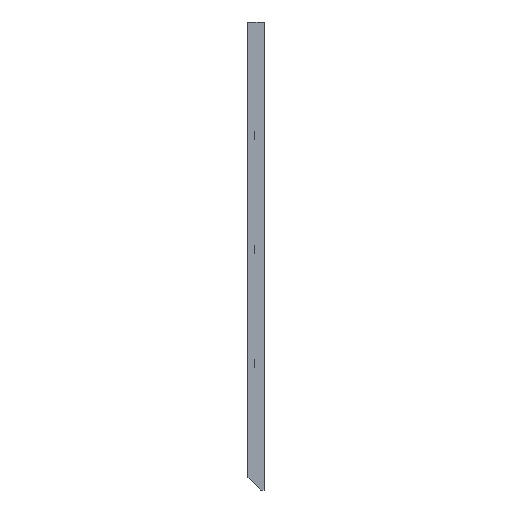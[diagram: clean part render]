
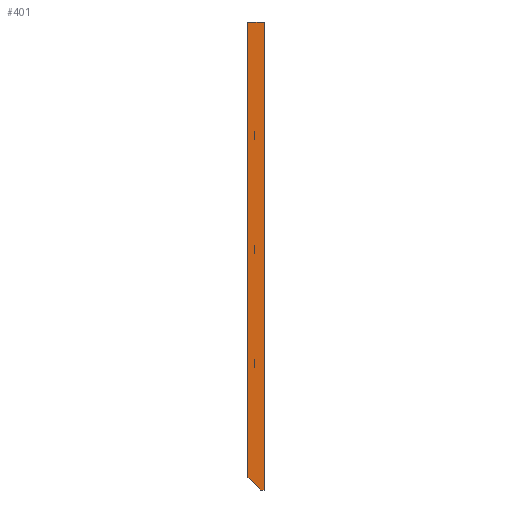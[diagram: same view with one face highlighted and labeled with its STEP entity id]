
A CAD part, left-side view. The second image highlights one B-rep face of the part: STEP entity #401.
In plain terms, the highlighted planar face has unit normal (-1, 0, 0).
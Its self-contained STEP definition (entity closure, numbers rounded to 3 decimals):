
#69 = CARTESIAN_POINT ( 'NONE',  ( -260., 0., -290. ) ) ;
#155 = EDGE_CURVE ( 'NONE', #608, #553, #1828, .T. ) ;
#223 = ORIENTED_EDGE ( 'NONE', *, *, #941, .F. ) ;
#243 = EDGE_CURVE ( 'NONE', #1731, #976, #486, .T. ) ;
#326 = CARTESIAN_POINT ( 'NONE',  ( -260., 10., -290. ) ) ;
#401 = ADVANCED_FACE ( 'NONE', ( #1494 ), #945, .F. ) ;
#404 = EDGE_CURVE ( 'NONE', #553, #1195, #1183, .T. ) ;
#464 = ORIENTED_EDGE ( 'NONE', *, *, #155, .T. ) ;
#481 = AXIS2_PLACEMENT_3D ( 'NONE', #2266, #2070, #1127 ) ;
#486 = LINE ( 'NONE', #1246, #2072 ) ;
#497 = DIRECTION ( 'NONE',  ( 0., -1., 0. ) ) ;
#553 = VERTEX_POINT ( 'NONE', #1823 ) ;
#568 = ORIENTED_EDGE ( 'NONE', *, *, #693, .T. ) ;
#608 = VERTEX_POINT ( 'NONE', #2262 ) ;
#693 = EDGE_CURVE ( 'NONE', #1731, #608, #1517, .T. ) ;
#743 = DIRECTION ( 'NONE',  ( 0., -0.707, -0.707 ) ) ;
#831 = EDGE_LOOP ( 'NONE', ( #2304, #568, #464, #2032, #223 ) ) ;
#864 = VECTOR ( 'NONE', #743, 1000. ) ;
#872 = CARTESIAN_POINT ( 'NONE',  ( -260., 0., 0. ) ) ;
#915 = DIRECTION ( 'NONE',  ( 0., -1., 0. ) ) ;
#941 = EDGE_CURVE ( 'NONE', #976, #1195, #2292, .T. ) ;
#945 = PLANE ( 'NONE',  #481 ) ;
#976 = VERTEX_POINT ( 'NONE', #1925 ) ;
#1127 = DIRECTION ( 'NONE',  ( 0., 0., -1. ) ) ;
#1183 = LINE ( 'NONE', #69, #1876 ) ;
#1195 = VERTEX_POINT ( 'NONE', #872 ) ;
#1246 = CARTESIAN_POINT ( 'NONE',  ( -260., 10., -290. ) ) ;
#1262 = DIRECTION ( 'NONE',  ( 0., 0., 1. ) ) ;
#1452 = VECTOR ( 'NONE', #915, 1000. ) ;
#1494 = FACE_OUTER_BOUND ( 'NONE', #831, .T. ) ;
#1517 = LINE ( 'NONE', #2482, #864 ) ;
#1597 = VECTOR ( 'NONE', #497, 1000. ) ;
#1665 = CARTESIAN_POINT ( 'NONE',  ( -260., 10., -282. ) ) ;
#1731 = VERTEX_POINT ( 'NONE', #1665 ) ;
#1823 = CARTESIAN_POINT ( 'NONE',  ( -260., 0., -290. ) ) ;
#1828 = LINE ( 'NONE', #326, #1597 ) ;
#1867 = CARTESIAN_POINT ( 'NONE',  ( -260., 10., 0. ) ) ;
#1876 = VECTOR ( 'NONE', #1943, 1000. ) ;
#1925 = CARTESIAN_POINT ( 'NONE',  ( -260., 10., 0. ) ) ;
#1943 = DIRECTION ( 'NONE',  ( 0., 0., 1. ) ) ;
#2032 = ORIENTED_EDGE ( 'NONE', *, *, #404, .T. ) ;
#2070 = DIRECTION ( 'NONE',  ( 1., 0., 0. ) ) ;
#2072 = VECTOR ( 'NONE', #1262, 1000. ) ;
#2262 = CARTESIAN_POINT ( 'NONE',  ( -260., 2., -290. ) ) ;
#2266 = CARTESIAN_POINT ( 'NONE',  ( -260., 10., -290. ) ) ;
#2292 = LINE ( 'NONE', #1867, #1452 ) ;
#2304 = ORIENTED_EDGE ( 'NONE', *, *, #243, .F. ) ;
#2482 = CARTESIAN_POINT ( 'NONE',  ( -260., 10., -282. ) ) ;
